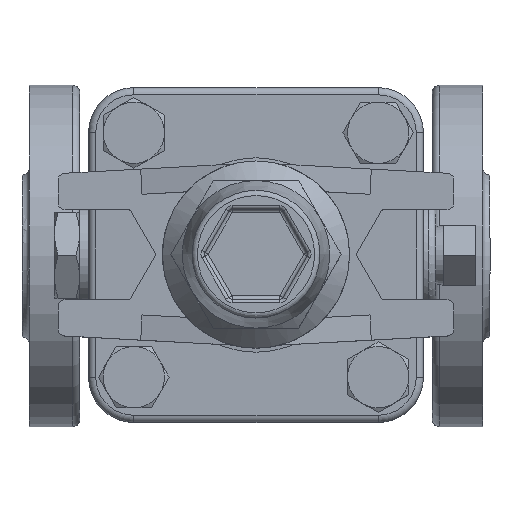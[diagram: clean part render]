
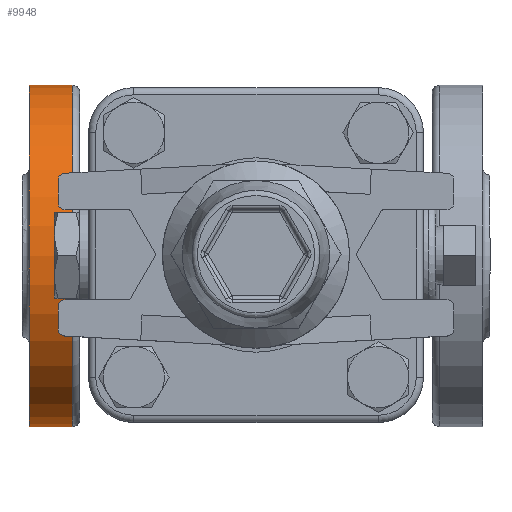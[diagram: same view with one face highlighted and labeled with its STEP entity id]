
A CAD part, top view. The second image highlights one B-rep face of the part: STEP entity #9948.
In plain terms, the highlighted cylindrical face has radius 47.5 mm (diameter 95 mm), a full revolution.
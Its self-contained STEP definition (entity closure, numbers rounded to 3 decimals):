
#433=FACE_BOUND('',#3631,.T.);
#924=CIRCLE('',#10960,47.5);
#925=CIRCLE('',#10962,47.5);
#2896=FACE_OUTER_BOUND('',#3630,.T.);
#3630=EDGE_LOOP('',(#9058));
#3631=EDGE_LOOP('',(#9059));
#4840=VERTEX_POINT('',#29650);
#4841=VERTEX_POINT('',#29653);
#6266=EDGE_CURVE('',#4840,#4840,#924,.T.);
#6267=EDGE_CURVE('',#4841,#4841,#925,.T.);
#9058=ORIENTED_EDGE('',*,*,#6267,.T.);
#9059=ORIENTED_EDGE('',*,*,#6266,.F.);
#9331=CYLINDRICAL_SURFACE('',#10961,47.5);
#9948=ADVANCED_FACE('',(#2896,#433),#9331,.T.);
#10960=AXIS2_PLACEMENT_3D('',#29651,#13468,#13469);
#10961=AXIS2_PLACEMENT_3D('',#29652,#13470,#13471);
#10962=AXIS2_PLACEMENT_3D('',#29654,#13472,#13473);
#13468=DIRECTION('center_axis',(1.,0.,0.));
#13469=DIRECTION('ref_axis',(0.,0.,-1.));
#13470=DIRECTION('center_axis',(1.,0.,0.));
#13471=DIRECTION('ref_axis',(0.,0.,-1.));
#13472=DIRECTION('center_axis',(1.,0.,0.));
#13473=DIRECTION('ref_axis',(0.,0.,-1.));
#29650=CARTESIAN_POINT('',(-51.,0.,94.));
#29651=CARTESIAN_POINT('Origin',(-51.,0.,46.5));
#29652=CARTESIAN_POINT('Origin',(-65.,0.,46.5));
#29653=CARTESIAN_POINT('',(-63.,0.,94.));
#29654=CARTESIAN_POINT('Origin',(-63.,0.,46.5));
